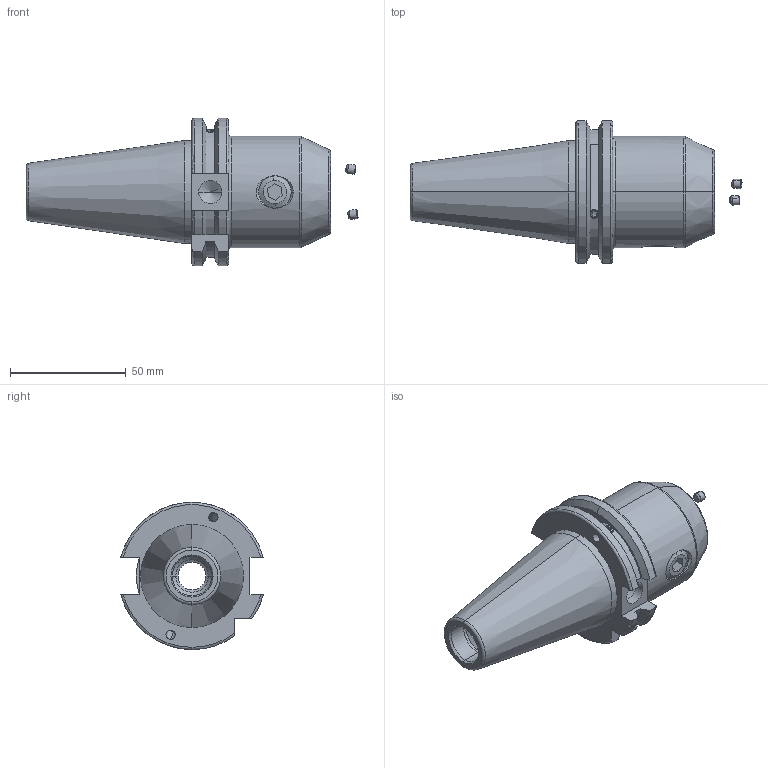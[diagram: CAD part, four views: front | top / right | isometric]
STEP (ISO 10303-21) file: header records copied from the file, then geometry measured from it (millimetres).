
FILE_DESCRIPTION (( 'STEP AP203' ), '1' );
FILE_NAME ('SK40 EK 16 063 FTC WW..STEP', '2014-09-03T13:32:11', ( 'SYS5' ), ( '' ), 'SwSTEP 2.0', 'SolidWorks 2009', '' );
FILE_SCHEMA (( 'CONFIG_CONTROL_DESIGN' ));
Length unit declared in the file: millimetre
Products named in the file (4): Copy of M4X4_DIN 913 - M4 x 4-N; SK40 EK 16 063 FTC WW.; M14X16_ISO 4026 - M12 x 12-N
Assembly tree (6 placements, depth 2):
  SK40 EK 16 063 FTC WW.
    Copy of M4X4_DIN 913 - M4 x 4-N  x4
    SK40 EK 16 063 FTC WW.
    M14X16_ISO 4026 - M12 x 12-N
Bounding box: 143.25 x 61.48 x 63.55 mm (x, y, z)
Volume: 163178.4 mm3; surface area: 31866.3 mm2
Topology: 6 solids, 6 shells, 204 faces, 490 edges, 306 vertices
Faces by surface type: plane 80, cylinder 58, cone 43, torus 19, bspline 4
Entity records: 5744 total; most frequent: CARTESIAN_POINT 1509, DIRECTION 796, ORIENTED_EDGE 784, EDGE_CURVE 392, AXIS2_PLACEMENT_3D 315, VERTEX_POINT 246, EDGE_LOOP 182, VECTOR 166
